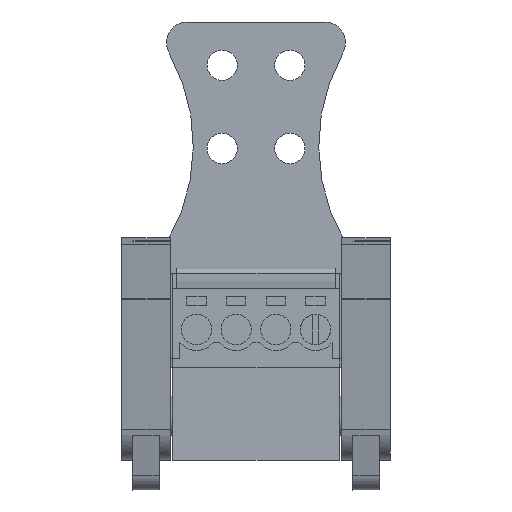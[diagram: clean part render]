
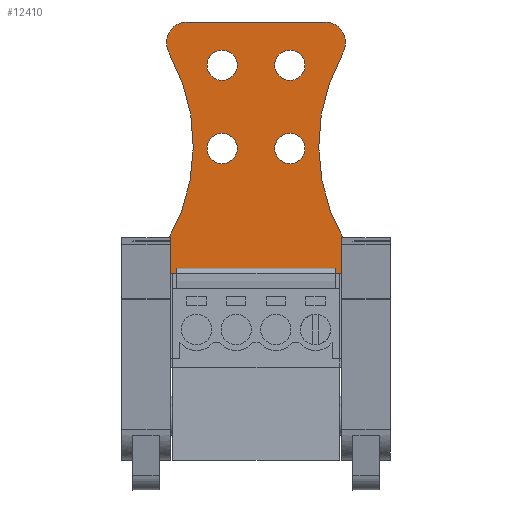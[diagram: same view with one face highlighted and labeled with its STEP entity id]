
A CAD part, front view. The second image highlights one B-rep face of the part: STEP entity #12410.
In plain terms, the highlighted planar face has unit normal (0, -1, 0).
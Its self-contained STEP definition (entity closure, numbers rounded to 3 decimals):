
#11988=AXIS2_PLACEMENT_3D('Circle Axis2P3D',#11986,#11987,$) ;
#12020=AXIS2_PLACEMENT_3D('Circle Axis2P3D',#12018,#12019,$) ;
#12070=AXIS2_PLACEMENT_3D('Circle Axis2P3D',#12068,#12069,$) ;
#12088=AXIS2_PLACEMENT_3D('Circle Axis2P3D',#12086,#12087,$) ;
#12163=AXIS2_PLACEMENT_3D('Circle Axis2P3D',#12161,#12162,$) ;
#12195=AXIS2_PLACEMENT_3D('Circle Axis2P3D',#12193,#12194,$) ;
#12213=AXIS2_PLACEMENT_3D('Circle Axis2P3D',#12211,#12212,$) ;
#12245=AXIS2_PLACEMENT_3D('Circle Axis2P3D',#12243,#12244,$) ;
#12263=AXIS2_PLACEMENT_3D('Circle Axis2P3D',#12261,#12262,$) ;
#12295=AXIS2_PLACEMENT_3D('Circle Axis2P3D',#12293,#12294,$) ;
#12313=AXIS2_PLACEMENT_3D('Circle Axis2P3D',#12311,#12312,$) ;
#12345=AXIS2_PLACEMENT_3D('Circle Axis2P3D',#12343,#12344,$) ;
#12377=AXIS2_PLACEMENT_3D('Plane Axis2P3D',#12374,#12375,#12376) ;
#11929=CARTESIAN_POINT('Line Origine',(4.355,14.976,22.296)) ;
#11933=CARTESIAN_POINT('Vertex',(4.355,14.976,23.797)) ;
#11935=CARTESIAN_POINT('Vertex',(4.355,14.976,20.796)) ;
#11986=CARTESIAN_POINT('Axis2P3D Location',(-11.3,14.976,33.07)) ;
#11990=CARTESIAN_POINT('Vertex',(4.571,14.976,41.968)) ;
#12015=CARTESIAN_POINT('Vertex',(6.315,14.976,44.946)) ;
#12018=CARTESIAN_POINT('Axis2P3D Location',(6.315,14.976,42.946)) ;
#12036=CARTESIAN_POINT('Line Origine',(12.915,14.976,44.946)) ;
#12040=CARTESIAN_POINT('Vertex',(19.515,14.976,44.946)) ;
#12065=CARTESIAN_POINT('Vertex',(21.259,14.976,41.968)) ;
#12068=CARTESIAN_POINT('Axis2P3D Location',(19.515,14.976,42.946)) ;
#12086=CARTESIAN_POINT('Axis2P3D Location',(37.13,14.976,33.07)) ;
#12090=CARTESIAN_POINT('Vertex',(21.475,14.976,23.797)) ;
#12111=CARTESIAN_POINT('Line Origine',(21.475,14.976,22.296)) ;
#12115=CARTESIAN_POINT('Vertex',(21.475,14.976,20.796)) ;
#12161=CARTESIAN_POINT('Axis2P3D Location',(16.165,14.976,40.796)) ;
#12165=CARTESIAN_POINT('Vertex',(14.715,14.976,40.796)) ;
#12167=CARTESIAN_POINT('Vertex',(17.615,14.976,40.796)) ;
#12193=CARTESIAN_POINT('Axis2P3D Location',(16.165,14.976,40.796)) ;
#12211=CARTESIAN_POINT('Axis2P3D Location',(9.665,14.976,40.796)) ;
#12215=CARTESIAN_POINT('Vertex',(8.215,14.976,40.796)) ;
#12217=CARTESIAN_POINT('Vertex',(11.115,14.976,40.796)) ;
#12243=CARTESIAN_POINT('Axis2P3D Location',(9.665,14.976,40.796)) ;
#12261=CARTESIAN_POINT('Axis2P3D Location',(16.165,14.976,32.796)) ;
#12265=CARTESIAN_POINT('Vertex',(14.715,14.976,32.796)) ;
#12267=CARTESIAN_POINT('Vertex',(17.615,14.976,32.796)) ;
#12293=CARTESIAN_POINT('Axis2P3D Location',(16.165,14.976,32.796)) ;
#12311=CARTESIAN_POINT('Axis2P3D Location',(9.665,14.976,32.796)) ;
#12315=CARTESIAN_POINT('Vertex',(8.215,14.976,32.796)) ;
#12317=CARTESIAN_POINT('Vertex',(11.115,14.976,32.796)) ;
#12343=CARTESIAN_POINT('Axis2P3D Location',(9.665,14.976,32.796)) ;
#12374=CARTESIAN_POINT('Axis2P3D Location',(12.915,14.976,11.796)) ;
#12379=CARTESIAN_POINT('Line Origine',(12.915,14.976,20.796)) ;
#11930=DIRECTION('Vector Direction',(0.,0.,-1.)) ;
#11987=DIRECTION('Axis2P3D Direction',(0.,1.,0.)) ;
#12019=DIRECTION('Axis2P3D Direction',(0.,1.,0.)) ;
#12037=DIRECTION('Vector Direction',(1.,0.,0.)) ;
#12069=DIRECTION('Axis2P3D Direction',(0.,1.,0.)) ;
#12087=DIRECTION('Axis2P3D Direction',(0.,1.,0.)) ;
#12112=DIRECTION('Vector Direction',(0.,0.,1.)) ;
#12162=DIRECTION('Axis2P3D Direction',(0.,1.,0.)) ;
#12194=DIRECTION('Axis2P3D Direction',(0.,1.,0.)) ;
#12212=DIRECTION('Axis2P3D Direction',(0.,1.,0.)) ;
#12244=DIRECTION('Axis2P3D Direction',(0.,1.,0.)) ;
#12262=DIRECTION('Axis2P3D Direction',(0.,1.,0.)) ;
#12294=DIRECTION('Axis2P3D Direction',(0.,1.,0.)) ;
#12312=DIRECTION('Axis2P3D Direction',(0.,1.,0.)) ;
#12344=DIRECTION('Axis2P3D Direction',(0.,1.,0.)) ;
#12375=DIRECTION('Axis2P3D Direction',(0.,-1.,0.)) ;
#12376=DIRECTION('Axis2P3D XDirection',(1.,0.,0.)) ;
#12380=DIRECTION('Vector Direction',(-1.,0.,0.)) ;
#11931=VECTOR('Line Direction',#11930,1.) ;
#12038=VECTOR('Line Direction',#12037,1.) ;
#12113=VECTOR('Line Direction',#12112,1.) ;
#12381=VECTOR('Line Direction',#12380,1.) ;
#12385=ORIENTED_EDGE('',*,*,#12117,.T.) ;
#12386=ORIENTED_EDGE('',*,*,#12092,.F.) ;
#12387=ORIENTED_EDGE('',*,*,#12072,.T.) ;
#12388=ORIENTED_EDGE('',*,*,#12042,.F.) ;
#12389=ORIENTED_EDGE('',*,*,#12022,.T.) ;
#12390=ORIENTED_EDGE('',*,*,#11992,.F.) ;
#12391=ORIENTED_EDGE('',*,*,#11937,.T.) ;
#12392=ORIENTED_EDGE('',*,*,#12383,.F.) ;
#12395=ORIENTED_EDGE('',*,*,#12169,.F.) ;
#12396=ORIENTED_EDGE('',*,*,#12197,.F.) ;
#12399=ORIENTED_EDGE('',*,*,#12219,.F.) ;
#12400=ORIENTED_EDGE('',*,*,#12247,.F.) ;
#12403=ORIENTED_EDGE('',*,*,#12269,.F.) ;
#12404=ORIENTED_EDGE('',*,*,#12297,.F.) ;
#12407=ORIENTED_EDGE('',*,*,#12319,.F.) ;
#12408=ORIENTED_EDGE('',*,*,#12347,.F.) ;
#12397=FACE_BOUND('',#12394,.T.) ;
#12401=FACE_BOUND('',#12398,.T.) ;
#12405=FACE_BOUND('',#12402,.T.) ;
#12409=FACE_BOUND('',#12406,.T.) ;
#12410=ADVANCED_FACE('Strain relief',(#12393,#12397,#12401,#12405,#12409),#12378,.T.) ;
#11989=CIRCLE('generated circle',#11988,18.195) ;
#12021=CIRCLE('generated circle',#12020,2.) ;
#12071=CIRCLE('generated circle',#12070,2.) ;
#12089=CIRCLE('generated circle',#12088,18.195) ;
#12164=CIRCLE('generated circle',#12163,1.45) ;
#12196=CIRCLE('generated circle',#12195,1.45) ;
#12214=CIRCLE('generated circle',#12213,1.45) ;
#12246=CIRCLE('generated circle',#12245,1.45) ;
#12264=CIRCLE('generated circle',#12263,1.45) ;
#12296=CIRCLE('generated circle',#12295,1.45) ;
#12314=CIRCLE('generated circle',#12313,1.45) ;
#12346=CIRCLE('generated circle',#12345,1.45) ;
#11937=EDGE_CURVE('',#11934,#11936,#11932,.T.) ;
#11992=EDGE_CURVE('',#11934,#11991,#11989,.F.) ;
#12022=EDGE_CURVE('',#12016,#11991,#12021,.F.) ;
#12042=EDGE_CURVE('',#12016,#12041,#12039,.T.) ;
#12072=EDGE_CURVE('',#12066,#12041,#12071,.F.) ;
#12092=EDGE_CURVE('',#12066,#12091,#12089,.F.) ;
#12117=EDGE_CURVE('',#12116,#12091,#12114,.T.) ;
#12169=EDGE_CURVE('',#12166,#12168,#12164,.F.) ;
#12197=EDGE_CURVE('',#12168,#12166,#12196,.F.) ;
#12219=EDGE_CURVE('',#12216,#12218,#12214,.F.) ;
#12247=EDGE_CURVE('',#12218,#12216,#12246,.F.) ;
#12269=EDGE_CURVE('',#12266,#12268,#12264,.F.) ;
#12297=EDGE_CURVE('',#12268,#12266,#12296,.F.) ;
#12319=EDGE_CURVE('',#12316,#12318,#12314,.F.) ;
#12347=EDGE_CURVE('',#12318,#12316,#12346,.F.) ;
#12383=EDGE_CURVE('',#12116,#11936,#12382,.T.) ;
#12384=EDGE_LOOP('',(#12385,#12386,#12387,#12388,#12389,#12390,#12391,#12392)) ;
#12394=EDGE_LOOP('',(#12395,#12396)) ;
#12398=EDGE_LOOP('',(#12399,#12400)) ;
#12402=EDGE_LOOP('',(#12403,#12404)) ;
#12406=EDGE_LOOP('',(#12407,#12408)) ;
#12393=FACE_OUTER_BOUND('',#12384,.T.) ;
#11932=LINE('Line',#11929,#11931) ;
#12039=LINE('Line',#12036,#12038) ;
#12114=LINE('Line',#12111,#12113) ;
#12382=LINE('Line',#12379,#12381) ;
#12378=PLANE('',#12377) ;
#11934=VERTEX_POINT('',#11933) ;
#11936=VERTEX_POINT('',#11935) ;
#11991=VERTEX_POINT('',#11990) ;
#12016=VERTEX_POINT('',#12015) ;
#12041=VERTEX_POINT('',#12040) ;
#12066=VERTEX_POINT('',#12065) ;
#12091=VERTEX_POINT('',#12090) ;
#12116=VERTEX_POINT('',#12115) ;
#12166=VERTEX_POINT('',#12165) ;
#12168=VERTEX_POINT('',#12167) ;
#12216=VERTEX_POINT('',#12215) ;
#12218=VERTEX_POINT('',#12217) ;
#12266=VERTEX_POINT('',#12265) ;
#12268=VERTEX_POINT('',#12267) ;
#12316=VERTEX_POINT('',#12315) ;
#12318=VERTEX_POINT('',#12317) ;
